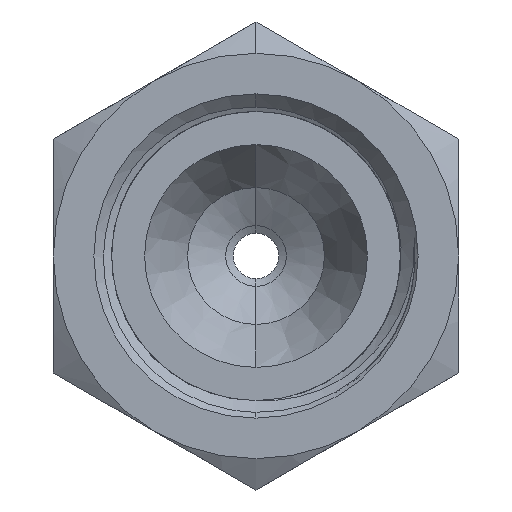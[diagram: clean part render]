
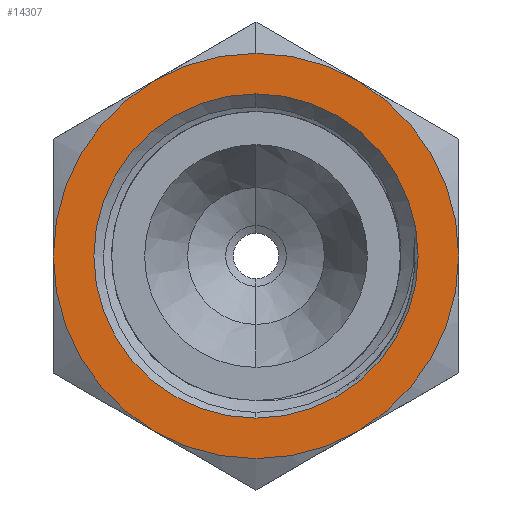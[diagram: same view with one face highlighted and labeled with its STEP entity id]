
A CAD part, front view. The second image highlights one B-rep face of the part: STEP entity #14307.
In plain terms, the highlighted planar face has unit normal (0, -1, 0).
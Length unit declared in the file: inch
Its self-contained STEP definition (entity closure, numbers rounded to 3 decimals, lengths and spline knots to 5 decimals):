
#38 = VERTEX_POINT ( 'NONE', #17128 ) ;
#115 = CIRCLE ( 'NONE', #17325, 0.625 ) ;
#254 = DIRECTION ( 'NONE',  ( 0., 1., 0. ) ) ;
#560 = CARTESIAN_POINT ( 'NONE',  ( 0., 0., 0. ) ) ;
#1014 = DIRECTION ( 'NONE',  ( 0., 1., 0. ) ) ;
#1043 = CARTESIAN_POINT ( 'NONE',  ( 0.625, 0., 0. ) ) ;
#1203 = ORIENTED_EDGE ( 'NONE', *, *, #5738, .F. ) ;
#1364 = CIRCLE ( 'NONE', #14741, 0.5 ) ;
#1706 = DIRECTION ( 'NONE',  ( 0., 1., 0. ) ) ;
#1758 = CARTESIAN_POINT ( 'NONE',  ( 0.3125, 0., -0.54127 ) ) ;
#1843 = AXIS2_PLACEMENT_3D ( 'NONE', #5523, #4146, #5465 ) ;
#2046 = VERTEX_POINT ( 'NONE', #11321 ) ;
#2491 = CARTESIAN_POINT ( 'NONE',  ( 0., 0., 0. ) ) ;
#2557 = CARTESIAN_POINT ( 'NONE',  ( 0., 0., 0. ) ) ;
#2978 = DIRECTION ( 'NONE',  ( 0., 0., 1. ) ) ;
#3115 = CARTESIAN_POINT ( 'NONE',  ( 0., 0., 0. ) ) ;
#3173 = EDGE_CURVE ( 'NONE', #2046, #9267, #10080, .T. ) ;
#3421 = ORIENTED_EDGE ( 'NONE', *, *, #12598, .T. ) ;
#3732 = ORIENTED_EDGE ( 'NONE', *, *, #16867, .T. ) ;
#3807 = VERTEX_POINT ( 'NONE', #11176 ) ;
#3954 = DIRECTION ( 'NONE',  ( 0., 0., 1. ) ) ;
#4066 = DIRECTION ( 'NONE',  ( 0., 1., 0. ) ) ;
#4146 = DIRECTION ( 'NONE',  ( 0., 1., 0. ) ) ;
#4323 = EDGE_CURVE ( 'NONE', #7455, #10087, #12645, .T. ) ;
#4324 = AXIS2_PLACEMENT_3D ( 'NONE', #2491, #8004, #15103 ) ;
#4332 = EDGE_LOOP ( 'NONE', ( #8164, #3732 ) ) ;
#4442 = DIRECTION ( 'NONE',  ( 0., 0., 1. ) ) ;
#4544 = EDGE_CURVE ( 'NONE', #8081, #3807, #1364, .T. ) ;
#4690 = CIRCLE ( 'NONE', #4324, 0.625 ) ;
#4834 = DIRECTION ( 'NONE',  ( 0., 0., 1. ) ) ;
#5039 = CIRCLE ( 'NONE', #10649, 0.5 ) ;
#5190 = ORIENTED_EDGE ( 'NONE', *, *, #3173, .F. ) ;
#5301 = EDGE_CURVE ( 'NONE', #10087, #38, #6559, .T. ) ;
#5441 = CARTESIAN_POINT ( 'NONE',  ( 0., 0., 0. ) ) ;
#5465 = DIRECTION ( 'NONE',  ( 0., 0., 1. ) ) ;
#5523 = CARTESIAN_POINT ( 'NONE',  ( 0., 0., 0. ) ) ;
#5738 = EDGE_CURVE ( 'NONE', #10742, #7455, #9165, .T. ) ;
#6559 = CIRCLE ( 'NONE', #11400, 0.625 ) ;
#7113 = EDGE_CURVE ( 'NONE', #38, #2046, #8494, .T. ) ;
#7327 = ORIENTED_EDGE ( 'NONE', *, *, #5301, .F. ) ;
#7387 = DIRECTION ( 'NONE',  ( 0., 0., 1. ) ) ;
#7455 = VERTEX_POINT ( 'NONE', #17958 ) ;
#8004 = DIRECTION ( 'NONE',  ( 0., -1., 0. ) ) ;
#8081 = VERTEX_POINT ( 'NONE', #16645 ) ;
#8164 = ORIENTED_EDGE ( 'NONE', *, *, #4544, .T. ) ;
#8494 = CIRCLE ( 'NONE', #15350, 0.625 ) ;
#9165 = CIRCLE ( 'NONE', #11631, 0.625 ) ;
#9267 = VERTEX_POINT ( 'NONE', #10514 ) ;
#9466 = FACE_OUTER_BOUND ( 'NONE', #12653, .T. ) ;
#10080 = CIRCLE ( 'NONE', #1843, 0.625 ) ;
#10087 = VERTEX_POINT ( 'NONE', #12831 ) ;
#10514 = CARTESIAN_POINT ( 'NONE',  ( 0.3125, 0., 0.54127 ) ) ;
#10649 = AXIS2_PLACEMENT_3D ( 'NONE', #5441, #4066, #13766 ) ;
#10742 = VERTEX_POINT ( 'NONE', #1758 ) ;
#10750 = FACE_BOUND ( 'NONE', #4332, .T. ) ;
#10811 = DIRECTION ( 'NONE',  ( 0., 1., 0. ) ) ;
#11176 = CARTESIAN_POINT ( 'NONE',  ( 0., 0., 0.5 ) ) ;
#11321 = CARTESIAN_POINT ( 'NONE',  ( 0., 0., 0.625 ) ) ;
#11400 = AXIS2_PLACEMENT_3D ( 'NONE', #12718, #254, #2978 ) ;
#11422 = AXIS2_PLACEMENT_3D ( 'NONE', #2557, #1014, #3954 ) ;
#11631 = AXIS2_PLACEMENT_3D ( 'NONE', #560, #15860, #4834 ) ;
#11938 = ORIENTED_EDGE ( 'NONE', *, *, #12571, .F. ) ;
#12535 = CARTESIAN_POINT ( 'NONE',  ( 0., 0., 0. ) ) ;
#12571 = EDGE_CURVE ( 'NONE', #9267, #14930, #115, .T. ) ;
#12598 = EDGE_CURVE ( 'NONE', #10742, #14930, #4690, .T. ) ;
#12645 = CIRCLE ( 'NONE', #14859, 0.625 ) ;
#12653 = EDGE_LOOP ( 'NONE', ( #11938, #5190, #15573, #7327, #13385, #1203, #3421 ) ) ;
#12718 = CARTESIAN_POINT ( 'NONE',  ( 0., 0., 0. ) ) ;
#12831 = CARTESIAN_POINT ( 'NONE',  ( -0.625, 0., 0. ) ) ;
#13385 = ORIENTED_EDGE ( 'NONE', *, *, #4323, .F. ) ;
#13766 = DIRECTION ( 'NONE',  ( 0., 0., 1. ) ) ;
#13859 = DIRECTION ( 'NONE',  ( 0., 0., 1. ) ) ;
#13920 = CARTESIAN_POINT ( 'NONE',  ( 0., 0., 0. ) ) ;
#13942 = DIRECTION ( 'NONE',  ( 0., 1., 0. ) ) ;
#14307 = ADVANCED_FACE ( 'NONE', ( #9466, #10750 ), #14849, .F. ) ;
#14741 = AXIS2_PLACEMENT_3D ( 'NONE', #3115, #1706, #4442 ) ;
#14849 = PLANE ( 'NONE',  #11422 ) ;
#14859 = AXIS2_PLACEMENT_3D ( 'NONE', #13920, #16647, #13859 ) ;
#14930 = VERTEX_POINT ( 'NONE', #1043 ) ;
#15103 = DIRECTION ( 'NONE',  ( 0., 0., -1. ) ) ;
#15350 = AXIS2_PLACEMENT_3D ( 'NONE', #12535, #13942, #7387 ) ;
#15573 = ORIENTED_EDGE ( 'NONE', *, *, #7113, .F. ) ;
#15860 = DIRECTION ( 'NONE',  ( 0., 1., 0. ) ) ;
#16301 = DIRECTION ( 'NONE',  ( 0., 0., 1. ) ) ;
#16645 = CARTESIAN_POINT ( 'NONE',  ( 0., 0., -0.5 ) ) ;
#16647 = DIRECTION ( 'NONE',  ( 0., 1., 0. ) ) ;
#16867 = EDGE_CURVE ( 'NONE', #3807, #8081, #5039, .T. ) ;
#17128 = CARTESIAN_POINT ( 'NONE',  ( -0.3125, 0., 0.54127 ) ) ;
#17325 = AXIS2_PLACEMENT_3D ( 'NONE', #17832, #10811, #16301 ) ;
#17832 = CARTESIAN_POINT ( 'NONE',  ( 0., 0., 0. ) ) ;
#17958 = CARTESIAN_POINT ( 'NONE',  ( -0.3125, 0., -0.54127 ) ) ;
